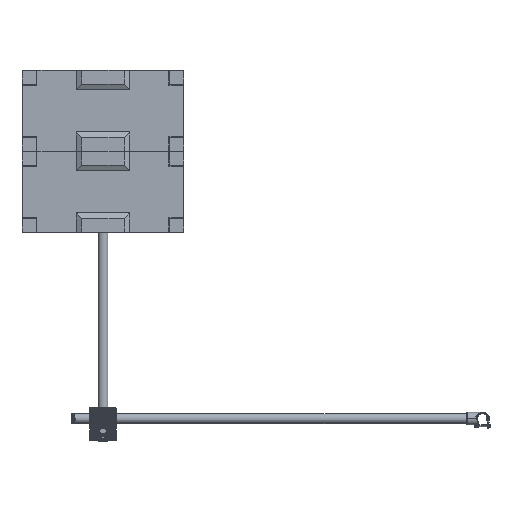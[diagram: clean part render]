
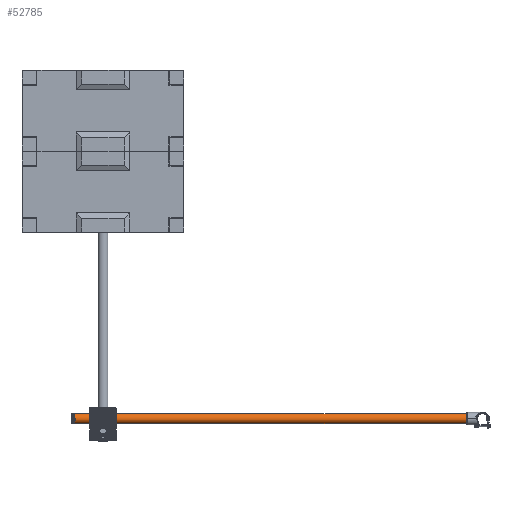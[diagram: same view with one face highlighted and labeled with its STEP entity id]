
A CAD part, front view. The second image highlights one B-rep face of the part: STEP entity #52785.
In plain terms, the highlighted cylindrical face has radius 24.15 mm (diameter 48.3 mm), a partial arc.
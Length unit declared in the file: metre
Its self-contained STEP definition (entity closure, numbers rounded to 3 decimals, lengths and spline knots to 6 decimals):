
#2757 = DIRECTION ( 'NONE',  ( 1., 0., 0. ) ) ;
#7968 = CARTESIAN_POINT ( 'NONE',  ( -0.15, 0.528176, 0.081155 ) ) ;
#8440 = VERTEX_POINT ( 'NONE', #7968 ) ;
#13578 = VERTEX_POINT ( 'NONE', #16942 ) ;
#16942 = CARTESIAN_POINT ( 'NONE',  ( -0.15, 0.528176, 0.032855 ) ) ;
#19338 = CIRCLE ( 'NONE', #68586, 0.02415 ) ;
#21635 = CARTESIAN_POINT ( 'NONE',  ( 1.85, 0.528176, 0.057005 ) ) ;
#24143 = EDGE_CURVE ( 'NONE', #64397, #38342, #36630, .T. ) ;
#27608 = AXIS2_PLACEMENT_3D ( 'NONE', #21635, #65069, #34198 ) ;
#29432 = DIRECTION ( 'NONE',  ( 1., 0., 0. ) ) ;
#33439 = VECTOR ( 'NONE', #52687, 1. ) ;
#34198 = DIRECTION ( 'NONE',  ( 0., 0., 1. ) ) ;
#35009 = EDGE_CURVE ( 'NONE', #8440, #38342, #47383, .T. ) ;
#36420 = AXIS2_PLACEMENT_3D ( 'NONE', #58349, #2757, #62824 ) ;
#36630 = CIRCLE ( 'NONE', #27608, 0.02415 ) ;
#38342 = VERTEX_POINT ( 'NONE', #80015 ) ;
#38877 = CARTESIAN_POINT ( 'NONE',  ( 1.85, 0.528176, 0.032855 ) ) ;
#39694 = CYLINDRICAL_SURFACE ( 'NONE', #36420, 0.02415 ) ;
#45780 = FACE_OUTER_BOUND ( 'NONE', #72301, .T. ) ;
#46724 = ORIENTED_EDGE ( 'NONE', *, *, #35009, .F. ) ;
#47383 = LINE ( 'NONE', #60363, #33439 ) ;
#50698 = EDGE_CURVE ( 'NONE', #13578, #8440, #19338, .T. ) ;
#52687 = DIRECTION ( 'NONE',  ( 1., 0., 0. ) ) ;
#52785 = ADVANCED_FACE ( 'NONE', ( #45780 ), #39694, .T. ) ;
#54628 = DIRECTION ( 'NONE',  ( 0., 0., 1. ) ) ;
#54926 = VECTOR ( 'NONE', #29432, 1. ) ;
#58349 = CARTESIAN_POINT ( 'NONE',  ( -0.15, 0.528176, 0.057005 ) ) ;
#59498 = DIRECTION ( 'NONE',  ( -1., 0., 0. ) ) ;
#60363 = CARTESIAN_POINT ( 'NONE',  ( -0.15, 0.528176, 0.081155 ) ) ;
#62824 = DIRECTION ( 'NONE',  ( 0., 0., -1. ) ) ;
#64397 = VERTEX_POINT ( 'NONE', #38877 ) ;
#65069 = DIRECTION ( 'NONE',  ( -1., 0., 0. ) ) ;
#66371 = LINE ( 'NONE', #71281, #54926 ) ;
#68233 = EDGE_CURVE ( 'NONE', #13578, #64397, #66371, .T. ) ;
#68586 = AXIS2_PLACEMENT_3D ( 'NONE', #79015, #59498, #54628 ) ;
#70593 = ORIENTED_EDGE ( 'NONE', *, *, #68233, .T. ) ;
#71281 = CARTESIAN_POINT ( 'NONE',  ( -0.15, 0.528176, 0.032855 ) ) ;
#72301 = EDGE_LOOP ( 'NONE', ( #46724, #73590, #70593, #77356 ) ) ;
#73590 = ORIENTED_EDGE ( 'NONE', *, *, #50698, .F. ) ;
#77356 = ORIENTED_EDGE ( 'NONE', *, *, #24143, .T. ) ;
#79015 = CARTESIAN_POINT ( 'NONE',  ( -0.15, 0.528176, 0.057005 ) ) ;
#80015 = CARTESIAN_POINT ( 'NONE',  ( 1.85, 0.528176, 0.081155 ) ) ;
